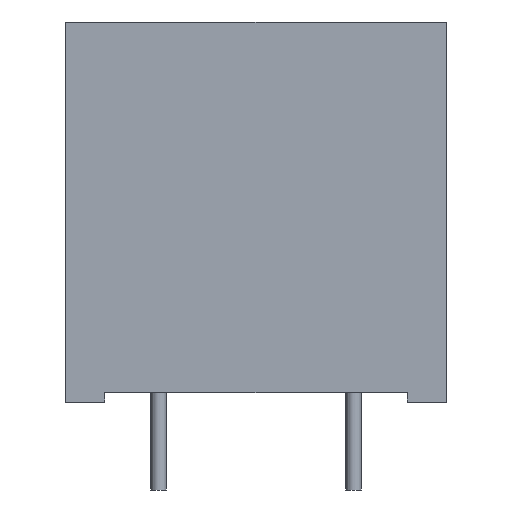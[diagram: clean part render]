
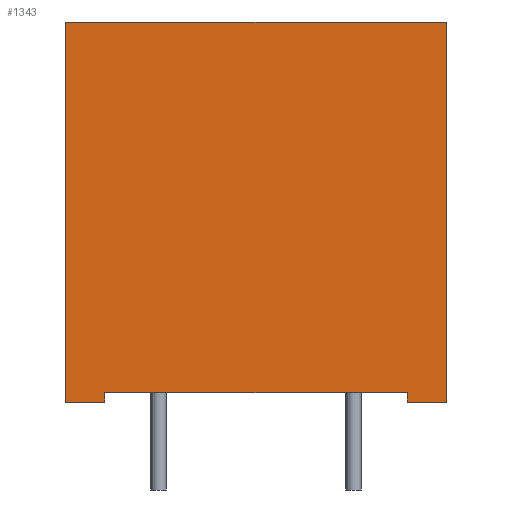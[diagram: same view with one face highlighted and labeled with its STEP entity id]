
A CAD part, front view. The second image highlights one B-rep face of the part: STEP entity #1343.
In plain terms, the highlighted planar face has unit normal (0, -1, 0).
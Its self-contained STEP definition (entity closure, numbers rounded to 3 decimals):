
#4 = ORIENTED_EDGE ( 'NONE', *, *, #2107, .F. ) ;
#87 = LINE ( 'NONE', #373, #2286 ) ;
#92 = AXIS2_PLACEMENT_3D ( 'NONE', #2173, #958, #557 ) ;
#144 = ORIENTED_EDGE ( 'NONE', *, *, #2139, .T. ) ;
#159 = DIRECTION ( 'NONE',  ( 0., 0., -1. ) ) ;
#186 = CARTESIAN_POINT ( 'NONE',  ( -9.75, -8.5, 19. ) ) ;
#202 = CARTESIAN_POINT ( 'NONE',  ( 9.75, -8.5, -0.5 ) ) ;
#263 = EDGE_CURVE ( 'NONE', #1611, #1101, #2266, .T. ) ;
#316 = CARTESIAN_POINT ( 'NONE',  ( -9.75, -8.5, -0.5 ) ) ;
#322 = PLANE ( 'NONE',  #92 ) ;
#335 = CARTESIAN_POINT ( 'NONE',  ( -9.75, -8.5, 0. ) ) ;
#359 = CARTESIAN_POINT ( 'NONE',  ( 9.75, -8.5, 19. ) ) ;
#373 = CARTESIAN_POINT ( 'NONE',  ( -7.75, -8.5, -0.5 ) ) ;
#437 = ORIENTED_EDGE ( 'NONE', *, *, #955, .T. ) ;
#493 = CARTESIAN_POINT ( 'NONE',  ( -9.75, -8.5, -0.5 ) ) ;
#507 = ORIENTED_EDGE ( 'NONE', *, *, #263, .F. ) ;
#550 = LINE ( 'NONE', #359, #1069 ) ;
#557 = DIRECTION ( 'NONE',  ( 0., 0., 1. ) ) ;
#580 = VERTEX_POINT ( 'NONE', #2131 ) ;
#604 = CARTESIAN_POINT ( 'NONE',  ( 9.75, -8.5, 19. ) ) ;
#688 = DIRECTION ( 'NONE',  ( -1., 0., 0. ) ) ;
#801 = LINE ( 'NONE', #1924, #2425 ) ;
#838 = DIRECTION ( 'NONE',  ( 0., 0., 1. ) ) ;
#858 = FACE_OUTER_BOUND ( 'NONE', #1354, .T. ) ;
#866 = EDGE_CURVE ( 'NONE', #1547, #1101, #1448, .T. ) ;
#900 = ORIENTED_EDGE ( 'NONE', *, *, #1553, .F. ) ;
#929 = VERTEX_POINT ( 'NONE', #2442 ) ;
#955 = EDGE_CURVE ( 'NONE', #929, #1935, #1610, .T. ) ;
#958 = DIRECTION ( 'NONE',  ( 0., 1., 0. ) ) ;
#997 = ORIENTED_EDGE ( 'NONE', *, *, #2229, .F. ) ;
#1069 = VECTOR ( 'NONE', #159, 1000. ) ;
#1095 = VECTOR ( 'NONE', #2039, 1000. ) ;
#1101 = VERTEX_POINT ( 'NONE', #2282 ) ;
#1196 = ORIENTED_EDGE ( 'NONE', *, *, #2550, .F. ) ;
#1254 = CARTESIAN_POINT ( 'NONE',  ( 7.75, -8.5, -0.5 ) ) ;
#1343 = ADVANCED_FACE ( 'NONE', ( #858 ), #322, .F. ) ;
#1354 = EDGE_LOOP ( 'NONE', ( #437, #1196, #144, #2030, #507, #900, #4, #997 ) ) ;
#1403 = DIRECTION ( 'NONE',  ( 0., 0., 1. ) ) ;
#1422 = DIRECTION ( 'NONE',  ( 1., 0., 0. ) ) ;
#1448 = LINE ( 'NONE', #335, #1095 ) ;
#1547 = VERTEX_POINT ( 'NONE', #2127 ) ;
#1553 = EDGE_CURVE ( 'NONE', #2216, #1611, #801, .T. ) ;
#1610 = LINE ( 'NONE', #186, #2123 ) ;
#1611 = VERTEX_POINT ( 'NONE', #2650 ) ;
#1617 = LINE ( 'NONE', #316, #2093 ) ;
#1621 = LINE ( 'NONE', #2038, #1870 ) ;
#1870 = VECTOR ( 'NONE', #1422, 1000. ) ;
#1924 = CARTESIAN_POINT ( 'NONE',  ( 9.75, -8.5, -0.5 ) ) ;
#1935 = VERTEX_POINT ( 'NONE', #493 ) ;
#2030 = ORIENTED_EDGE ( 'NONE', *, *, #866, .T. ) ;
#2033 = DIRECTION ( 'NONE',  ( 0., 0., -1. ) ) ;
#2038 = CARTESIAN_POINT ( 'NONE',  ( -9.75, -8.5, 19. ) ) ;
#2039 = DIRECTION ( 'NONE',  ( 1., 0., 0. ) ) ;
#2093 = VECTOR ( 'NONE', #2193, 1000. ) ;
#2107 = EDGE_CURVE ( 'NONE', #2277, #2216, #550, .T. ) ;
#2123 = VECTOR ( 'NONE', #2033, 1000. ) ;
#2127 = CARTESIAN_POINT ( 'NONE',  ( -7.75, -8.5, 0. ) ) ;
#2131 = CARTESIAN_POINT ( 'NONE',  ( -7.75, -8.5, -0.5 ) ) ;
#2139 = EDGE_CURVE ( 'NONE', #580, #1547, #87, .T. ) ;
#2173 = CARTESIAN_POINT ( 'NONE',  ( -9.75, -8.5, 19. ) ) ;
#2193 = DIRECTION ( 'NONE',  ( -1., 0., 0. ) ) ;
#2216 = VERTEX_POINT ( 'NONE', #202 ) ;
#2229 = EDGE_CURVE ( 'NONE', #929, #2277, #1621, .T. ) ;
#2266 = LINE ( 'NONE', #1254, #2300 ) ;
#2277 = VERTEX_POINT ( 'NONE', #604 ) ;
#2282 = CARTESIAN_POINT ( 'NONE',  ( 7.75, -8.5, 0. ) ) ;
#2286 = VECTOR ( 'NONE', #1403, 1000. ) ;
#2300 = VECTOR ( 'NONE', #838, 1000. ) ;
#2425 = VECTOR ( 'NONE', #688, 1000. ) ;
#2442 = CARTESIAN_POINT ( 'NONE',  ( -9.75, -8.5, 19. ) ) ;
#2550 = EDGE_CURVE ( 'NONE', #580, #1935, #1617, .T. ) ;
#2650 = CARTESIAN_POINT ( 'NONE',  ( 7.75, -8.5, -0.5 ) ) ;
